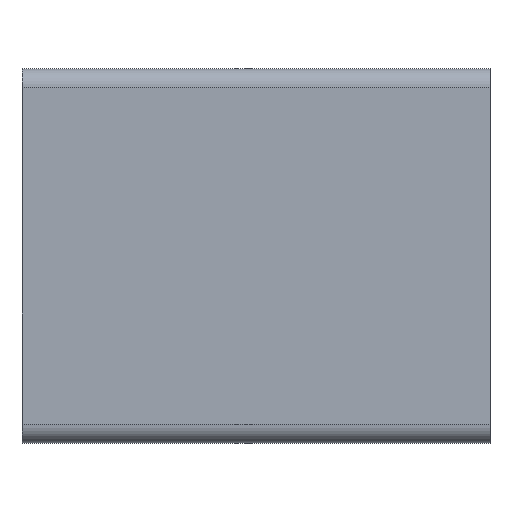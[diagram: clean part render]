
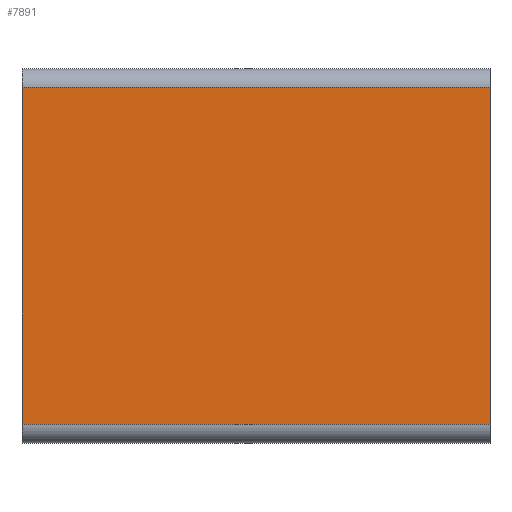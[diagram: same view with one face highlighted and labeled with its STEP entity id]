
A CAD part, top view. The second image highlights one B-rep face of the part: STEP entity #7891.
In plain terms, the highlighted planar face has unit normal (0, 0, 1).
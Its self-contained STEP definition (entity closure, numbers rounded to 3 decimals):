
#544 = CARTESIAN_POINT ( 'NONE',  ( -40.816, 110.898, 20. ) ) ;
#913 = EDGE_CURVE ( 'NONE', #3680, #4648, #2747, .T. ) ;
#1093 = EDGE_CURVE ( 'NONE', #2370, #4648, #1951, .T. ) ;
#1366 = CARTESIAN_POINT ( 'NONE',  ( -40.816, 38.898, 20. ) ) ;
#1411 = DIRECTION ( 'NONE',  ( 0., -1., 0. ) ) ;
#1512 = EDGE_CURVE ( 'NONE', #2632, #2370, #4774, .T. ) ;
#1759 = EDGE_CURVE ( 'NONE', #2632, #3680, #3322, .T. ) ;
#1812 = DIRECTION ( 'NONE',  ( 0., -1., 0. ) ) ;
#1951 = LINE ( 'NONE', #3481, #6466 ) ;
#2067 = EDGE_LOOP ( 'NONE', ( #4691, #4671, #2649, #5499 ) ) ;
#2143 = VECTOR ( 'NONE', #1812, 1000. ) ;
#2263 = CARTESIAN_POINT ( 'NONE',  ( 59.184, 110.898, 20. ) ) ;
#2370 = VERTEX_POINT ( 'NONE', #6919 ) ;
#2632 = VERTEX_POINT ( 'NONE', #2263 ) ;
#2649 = ORIENTED_EDGE ( 'NONE', *, *, #1512, .F. ) ;
#2747 = LINE ( 'NONE', #544, #2143 ) ;
#3113 = DIRECTION ( 'NONE',  ( -1., 0., 0. ) ) ;
#3322 = LINE ( 'NONE', #3555, #6742 ) ;
#3395 = CARTESIAN_POINT ( 'NONE',  ( 59.184, 110.898, 20. ) ) ;
#3481 = CARTESIAN_POINT ( 'NONE',  ( 59.184, 38.898, 20. ) ) ;
#3555 = CARTESIAN_POINT ( 'NONE',  ( 59.184, 110.898, 20. ) ) ;
#3680 = VERTEX_POINT ( 'NONE', #4577 ) ;
#3694 = FACE_OUTER_BOUND ( 'NONE', #2067, .T. ) ;
#3751 = CARTESIAN_POINT ( 'NONE',  ( 59.184, 110.898, 20. ) ) ;
#4374 = PLANE ( 'NONE',  #7668 ) ;
#4577 = CARTESIAN_POINT ( 'NONE',  ( -40.816, 110.898, 20. ) ) ;
#4648 = VERTEX_POINT ( 'NONE', #1366 ) ;
#4671 = ORIENTED_EDGE ( 'NONE', *, *, #1093, .F. ) ;
#4691 = ORIENTED_EDGE ( 'NONE', *, *, #913, .T. ) ;
#4774 = LINE ( 'NONE', #3395, #5579 ) ;
#4997 = DIRECTION ( 'NONE',  ( 0., 0., -1. ) ) ;
#5410 = DIRECTION ( 'NONE',  ( -1., 0., 0. ) ) ;
#5499 = ORIENTED_EDGE ( 'NONE', *, *, #1759, .T. ) ;
#5579 = VECTOR ( 'NONE', #1411, 1000. ) ;
#6466 = VECTOR ( 'NONE', #6532, 1000. ) ;
#6532 = DIRECTION ( 'NONE',  ( -1., 0., 0. ) ) ;
#6742 = VECTOR ( 'NONE', #5410, 1000. ) ;
#6919 = CARTESIAN_POINT ( 'NONE',  ( 59.184, 38.898, 20. ) ) ;
#7668 = AXIS2_PLACEMENT_3D ( 'NONE', #3751, #4997, #3113 ) ;
#7891 = ADVANCED_FACE ( 'NONE', ( #3694 ), #4374, .F. ) ;
